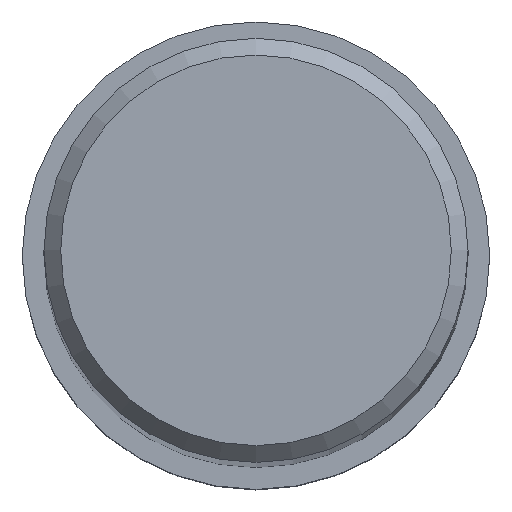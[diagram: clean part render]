
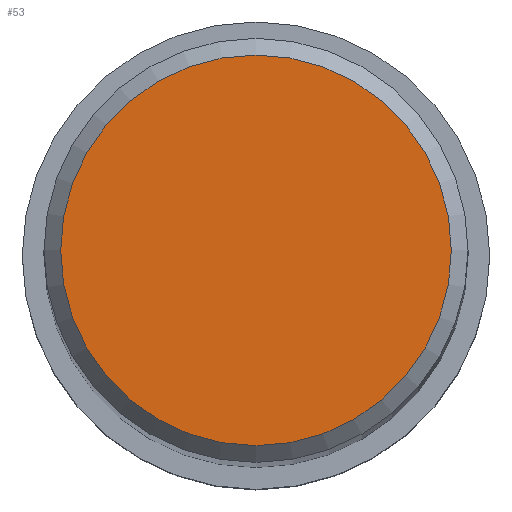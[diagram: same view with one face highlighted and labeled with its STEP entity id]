
A CAD part, top view. The second image highlights one B-rep face of the part: STEP entity #53.
In plain terms, the highlighted planar face has unit normal (0, 0, 1).
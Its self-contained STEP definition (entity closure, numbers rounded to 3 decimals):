
#36=FACE_OUTER_BOUND('',#90,.T.);
#40=PLANE('',#193);
#53=ADVANCED_FACE('',(#36),#40,.T.);
#90=EDGE_LOOP('',(#108));
#108=ORIENTED_EDGE('',*,*,#119,.T.);
#110=VERTEX_POINT('',#253);
#119=EDGE_CURVE('',#110,#110,#128,.T.);
#128=CIRCLE('',#176,11.7);
#176=AXIS2_PLACEMENT_3D('',#252,#206,#207);
#193=AXIS2_PLACEMENT_3D('',#277,#240,#241);
#206=DIRECTION('',(0.,0.,1.));
#207=DIRECTION('',(1.,0.,0.));
#240=DIRECTION('',(0.,0.,1.));
#241=DIRECTION('',(1.,0.,0.));
#252=CARTESIAN_POINT('',(0.,0.,0.));
#253=CARTESIAN_POINT('',(11.7,0.,0.));
#277=CARTESIAN_POINT('',(0.,0.,0.));
